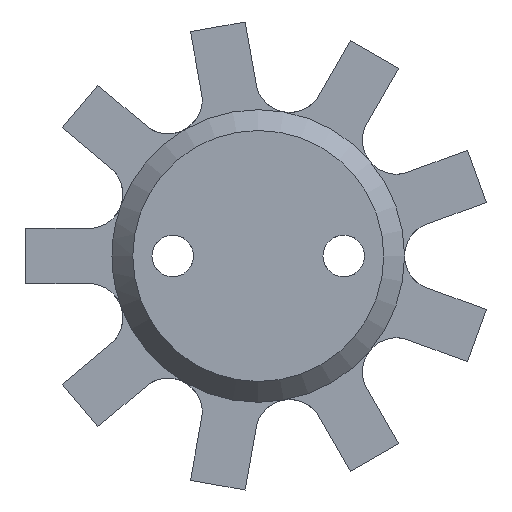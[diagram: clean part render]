
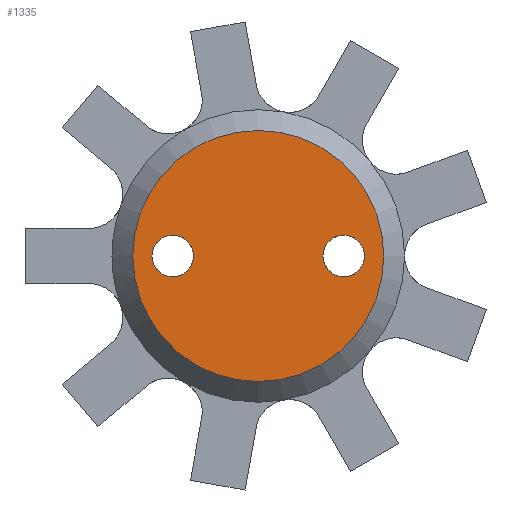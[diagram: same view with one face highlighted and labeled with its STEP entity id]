
A CAD part, front view. The second image highlights one B-rep face of the part: STEP entity #1335.
In plain terms, the highlighted planar face has unit normal (0, -1, 0).
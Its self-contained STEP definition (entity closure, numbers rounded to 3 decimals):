
#20=FACE_BOUND('',#204,.T.);
#21=FACE_BOUND('',#205,.T.);
#61=PLANE('',#1470);
#131=FACE_OUTER_BOUND('',#203,.T.);
#203=EDGE_LOOP('',(#1223));
#204=EDGE_LOOP('',(#1224));
#205=EDGE_LOOP('',(#1225));
#211=CIRCLE('',#1370,1.5);
#214=CIRCLE('',#1374,1.5);
#259=CIRCLE('',#1471,9.05);
#549=VERTEX_POINT('',#2313);
#553=VERTEX_POINT('',#2356);
#641=VERTEX_POINT('',#3514);
#688=EDGE_CURVE('',#549,#549,#211,.T.);
#693=EDGE_CURVE('',#553,#553,#214,.T.);
#839=EDGE_CURVE('',#641,#641,#259,.T.);
#1223=ORIENTED_EDGE('',*,*,#839,.F.);
#1224=ORIENTED_EDGE('',*,*,#688,.T.);
#1225=ORIENTED_EDGE('',*,*,#693,.T.);
#1335=ADVANCED_FACE('',(#131,#20,#21),#61,.F.);
#1370=AXIS2_PLACEMENT_3D('',#2314,#1527,#1528);
#1374=AXIS2_PLACEMENT_3D('',#2357,#1536,#1537);
#1470=AXIS2_PLACEMENT_3D('',#3513,#1819,#1820);
#1471=AXIS2_PLACEMENT_3D('',#3515,#1821,#1822);
#1527=DIRECTION('center_axis',(0.,1.,0.));
#1528=DIRECTION('ref_axis',(1.,0.,0.));
#1536=DIRECTION('center_axis',(0.,1.,0.));
#1537=DIRECTION('ref_axis',(1.,0.,0.));
#1819=DIRECTION('center_axis',(0.,1.,0.));
#1820=DIRECTION('ref_axis',(0.,0.,1.));
#1821=DIRECTION('center_axis',(0.,1.,0.));
#1822=DIRECTION('ref_axis',(1.,0.,0.));
#2313=CARTESIAN_POINT('',(-7.665,-1.8,0.));
#2314=CARTESIAN_POINT('Origin',(-6.165,-1.8,0.));
#2356=CARTESIAN_POINT('',(4.665,-1.8,0.));
#2357=CARTESIAN_POINT('Origin',(6.165,-1.8,0.));
#3513=CARTESIAN_POINT('Origin',(0.,-1.8,0.));
#3514=CARTESIAN_POINT('',(-9.05,-1.8,0.));
#3515=CARTESIAN_POINT('Origin',(0.,-1.8,0.));
